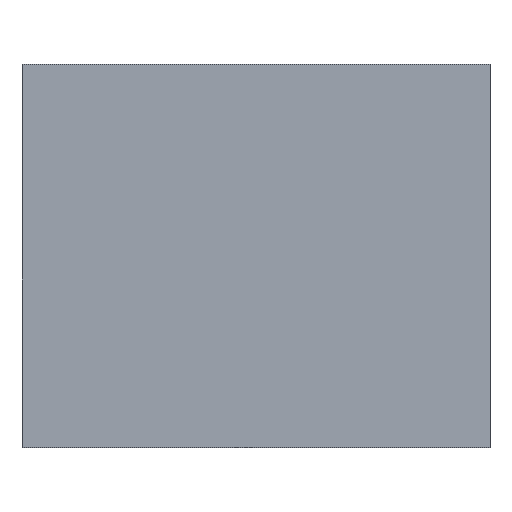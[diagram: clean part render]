
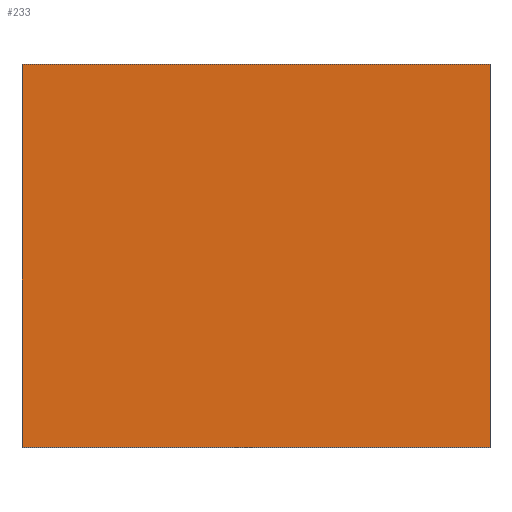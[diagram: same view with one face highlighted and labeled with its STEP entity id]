
A CAD part, top view. The second image highlights one B-rep face of the part: STEP entity #233.
In plain terms, the highlighted planar face has unit normal (0, 0, 1).
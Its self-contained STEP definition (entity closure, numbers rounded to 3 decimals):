
#9 = CARTESIAN_POINT ( 'NONE',  ( 1950., -250., 0. ) ) ;
#12 = LINE ( 'NONE', #132, #47 ) ;
#39 = ORIENTED_EDGE ( 'NONE', *, *, #81, .T. ) ;
#45 = VERTEX_POINT ( 'NONE', #51 ) ;
#47 = VECTOR ( 'NONE', #53, 1000. ) ;
#51 = CARTESIAN_POINT ( 'NONE',  ( 1950., -250., 0. ) ) ;
#52 = VERTEX_POINT ( 'NONE', #95 ) ;
#53 = DIRECTION ( 'NONE',  ( -1., 0., 0. ) ) ;
#60 = VERTEX_POINT ( 'NONE', #184 ) ;
#74 = EDGE_CURVE ( 'NONE', #102, #60, #84, .T. ) ;
#81 = EDGE_CURVE ( 'NONE', #52, #102, #12, .T. ) ;
#84 = LINE ( 'NONE', #165, #212 ) ;
#95 = CARTESIAN_POINT ( 'NONE',  ( 1950., 1550., 0. ) ) ;
#102 = VERTEX_POINT ( 'NONE', #167 ) ;
#132 = CARTESIAN_POINT ( 'NONE',  ( -250., 1550., 0. ) ) ;
#144 = DIRECTION ( 'NONE',  ( -1., 0., 0. ) ) ;
#150 = LINE ( 'NONE', #9, #235 ) ;
#153 = LINE ( 'NONE', #183, #214 ) ;
#154 = FACE_OUTER_BOUND ( 'NONE', #180, .T. ) ;
#165 = CARTESIAN_POINT ( 'NONE',  ( -250., -250., 0. ) ) ;
#166 = EDGE_CURVE ( 'NONE', #60, #45, #153, .T. ) ;
#167 = CARTESIAN_POINT ( 'NONE',  ( -250., 1550., 0. ) ) ;
#170 = ORIENTED_EDGE ( 'NONE', *, *, #74, .T. ) ;
#172 = PLANE ( 'NONE',  #204 ) ;
#180 = EDGE_LOOP ( 'NONE', ( #170, #202, #237, #39 ) ) ;
#181 = DIRECTION ( 'NONE',  ( 1., 0., 0. ) ) ;
#183 = CARTESIAN_POINT ( 'NONE',  ( -250., -250., 0. ) ) ;
#184 = CARTESIAN_POINT ( 'NONE',  ( -250., -250., 0. ) ) ;
#191 = DIRECTION ( 'NONE',  ( 0., 1., 0. ) ) ;
#193 = CARTESIAN_POINT ( 'NONE',  ( 0., 0., 0. ) ) ;
#202 = ORIENTED_EDGE ( 'NONE', *, *, #166, .T. ) ;
#204 = AXIS2_PLACEMENT_3D ( 'NONE', #193, #222, #144 ) ;
#212 = VECTOR ( 'NONE', #236, 1000. ) ;
#214 = VECTOR ( 'NONE', #181, 1000. ) ;
#221 = EDGE_CURVE ( 'NONE', #45, #52, #150, .T. ) ;
#222 = DIRECTION ( 'NONE',  ( 0., 0., -1. ) ) ;
#233 = ADVANCED_FACE ( 'NONE', ( #154 ), #172, .F. ) ;
#235 = VECTOR ( 'NONE', #191, 1000. ) ;
#236 = DIRECTION ( 'NONE',  ( 0., -1., 0. ) ) ;
#237 = ORIENTED_EDGE ( 'NONE', *, *, #221, .T. ) ;
